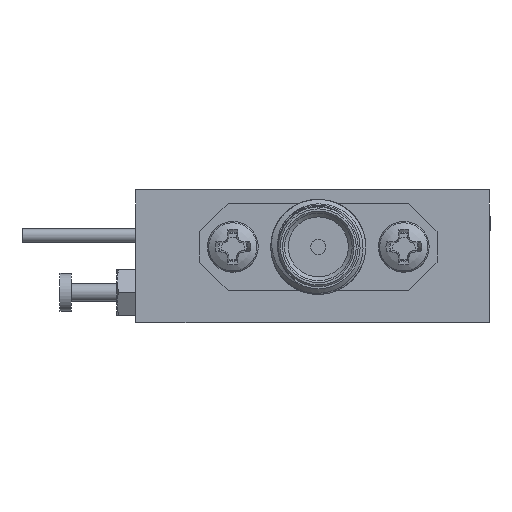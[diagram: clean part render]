
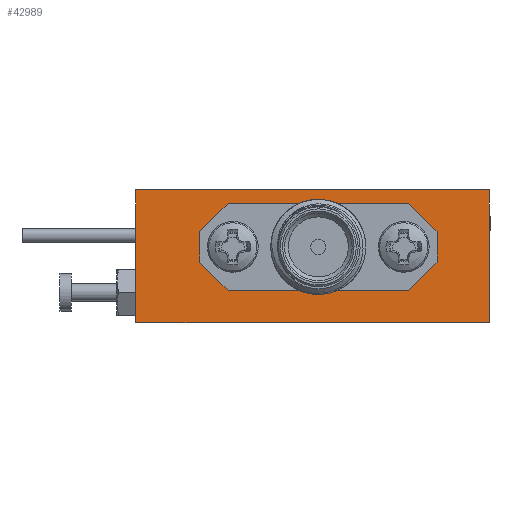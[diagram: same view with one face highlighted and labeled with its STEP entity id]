
A CAD part, left-side view. The second image highlights one B-rep face of the part: STEP entity #42989.
In plain terms, the highlighted planar face has unit normal (-1, 0, 0).
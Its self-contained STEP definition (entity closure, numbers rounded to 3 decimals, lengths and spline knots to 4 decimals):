
#646 = DIRECTION ( 'NONE',  ( 0., 1., 0. ) ) ;
#666 = VECTOR ( 'NONE', #57328, 39.3701 ) ;
#850 = CARTESIAN_POINT ( 'NONE',  ( -0.765, -0.465, 0.175 ) ) ;
#2280 = CARTESIAN_POINT ( 'NONE',  ( -0.765, 0.2975, 0.065 ) ) ;
#4125 = CARTESIAN_POINT ( 'NONE',  ( -0.765, -0.2525, -0.09 ) ) ;
#4638 = EDGE_CURVE ( 'NONE', #25178, #23082, #45919, .T. ) ;
#5010 = CARTESIAN_POINT ( 'NONE',  ( -0.765, -0.3275, 0.065 ) ) ;
#5459 = VECTOR ( 'NONE', #21827, 39.3701 ) ;
#5526 = EDGE_CURVE ( 'NONE', #24896, #33029, #55761, .T. ) ;
#5766 = PLANE ( 'NONE',  #21900 ) ;
#5959 = LINE ( 'NONE', #850, #55659 ) ;
#6054 = CARTESIAN_POINT ( 'NONE',  ( -0.765, 0.465, 0.175 ) ) ;
#7283 = CARTESIAN_POINT ( 'NONE',  ( -0.765, -0.2525, 0.14 ) ) ;
#7388 = DIRECTION ( 'NONE',  ( 0., 0., -1. ) ) ;
#11158 = LINE ( 'NONE', #6054, #24872 ) ;
#11198 = CARTESIAN_POINT ( 'NONE',  ( -0.765, 0.1613, -0.1512 ) ) ;
#12366 = CARTESIAN_POINT ( 'NONE',  ( -0.765, -0.465, -0.175 ) ) ;
#14153 = DIRECTION ( 'NONE',  ( 0., -1., 0. ) ) ;
#16948 = VECTOR ( 'NONE', #53372, 39.3701 ) ;
#17970 = VECTOR ( 'NONE', #7388, 39.3701 ) ;
#18323 = LINE ( 'NONE', #43567, #21057 ) ;
#18392 = EDGE_LOOP ( 'NONE', ( #63190, #44297, #21710, #40916 ) ) ;
#18482 = LINE ( 'NONE', #52867, #666 ) ;
#19391 = EDGE_CURVE ( 'NONE', #55619, #45953, #11158, .T. ) ;
#21057 = VECTOR ( 'NONE', #27549, 39.3701 ) ;
#21423 = LINE ( 'NONE', #11198, #40469 ) ;
#21710 = ORIENTED_EDGE ( 'NONE', *, *, #42896, .F. ) ;
#21772 = EDGE_LOOP ( 'NONE', ( #34160, #33757, #23664, #56179, #26617, #51845, #35518, #61903 ) ) ;
#21784 = CARTESIAN_POINT ( 'NONE',  ( -0.765, -0.465, 0.175 ) ) ;
#21827 = DIRECTION ( 'NONE',  ( 0., 0.707, -0.707 ) ) ;
#21900 = AXIS2_PLACEMENT_3D ( 'NONE', #33006, #26542, #646 ) ;
#22668 = EDGE_CURVE ( 'NONE', #30279, #33029, #63130, .T. ) ;
#23082 = VERTEX_POINT ( 'NONE', #54465 ) ;
#23664 = ORIENTED_EDGE ( 'NONE', *, *, #38701, .F. ) ;
#24406 = CARTESIAN_POINT ( 'NONE',  ( -0.765, -0.465, -0.175 ) ) ;
#24706 = CARTESIAN_POINT ( 'NONE',  ( -0.765, 0.465, -0.175 ) ) ;
#24872 = VECTOR ( 'NONE', #43188, 39.3701 ) ;
#24896 = VERTEX_POINT ( 'NONE', #39063 ) ;
#25178 = VERTEX_POINT ( 'NONE', #7283 ) ;
#25790 = DIRECTION ( 'NONE',  ( 0., 1., 0. ) ) ;
#26542 = DIRECTION ( 'NONE',  ( 1., 0., 0. ) ) ;
#26617 = ORIENTED_EDGE ( 'NONE', *, *, #5526, .F. ) ;
#27217 = DIRECTION ( 'NONE',  ( 0., 0.707, 0.707 ) ) ;
#27549 = DIRECTION ( 'NONE',  ( 0., -0.707, 0.707 ) ) ;
#28664 = VERTEX_POINT ( 'NONE', #2280 ) ;
#30279 = VERTEX_POINT ( 'NONE', #58075 ) ;
#31674 = FACE_OUTER_BOUND ( 'NONE', #18392, .T. ) ;
#32662 = CARTESIAN_POINT ( 'NONE',  ( -0.765, 0.465, 0.175 ) ) ;
#33006 = CARTESIAN_POINT ( 'NONE',  ( -0.765, -0.465, 0.175 ) ) ;
#33029 = VERTEX_POINT ( 'NONE', #4125 ) ;
#33757 = ORIENTED_EDGE ( 'NONE', *, *, #50375, .T. ) ;
#34105 = VECTOR ( 'NONE', #14153, 39.3701 ) ;
#34160 = ORIENTED_EDGE ( 'NONE', *, *, #4638, .F. ) ;
#34336 = VERTEX_POINT ( 'NONE', #24406 ) ;
#35518 = ORIENTED_EDGE ( 'NONE', *, *, #48388, .F. ) ;
#35689 = CARTESIAN_POINT ( 'NONE',  ( -0.765, -0.3275, 0.14 ) ) ;
#38701 = EDGE_CURVE ( 'NONE', #30279, #55982, #65587, .T. ) ;
#38974 = LINE ( 'NONE', #12366, #57512 ) ;
#39063 = CARTESIAN_POINT ( 'NONE',  ( -0.765, 0.2225, -0.09 ) ) ;
#39505 = EDGE_CURVE ( 'NONE', #28664, #23082, #18323, .T. ) ;
#40413 = CARTESIAN_POINT ( 'NONE',  ( -0.765, -0.3275, -0.09 ) ) ;
#40469 = VECTOR ( 'NONE', #27217, 39.3701 ) ;
#40637 = CARTESIAN_POINT ( 'NONE',  ( -0.765, -0.1913, 0.2013 ) ) ;
#40916 = ORIENTED_EDGE ( 'NONE', *, *, #19391, .T. ) ;
#42896 = EDGE_CURVE ( 'NONE', #55619, #52478, #5959, .T. ) ;
#42989 = ADVANCED_FACE ( 'NONE', ( #31674, #52480 ), #5766, .F. ) ;
#42993 = EDGE_CURVE ( 'NONE', #24896, #57313, #21423, .T. ) ;
#43188 = DIRECTION ( 'NONE',  ( 0., 0., -1. ) ) ;
#43567 = CARTESIAN_POINT ( 'NONE',  ( -0.765, 0.1613, 0.2013 ) ) ;
#44199 = CARTESIAN_POINT ( 'NONE',  ( -0.765, 0.2975, 0.14 ) ) ;
#44297 = ORIENTED_EDGE ( 'NONE', *, *, #50470, .F. ) ;
#45919 = LINE ( 'NONE', #35689, #63658 ) ;
#45953 = VERTEX_POINT ( 'NONE', #24706 ) ;
#48388 = EDGE_CURVE ( 'NONE', #28664, #57313, #64016, .T. ) ;
#49858 = LINE ( 'NONE', #40637, #56192 ) ;
#49884 = DIRECTION ( 'NONE',  ( 0., -1., 0. ) ) ;
#50375 = EDGE_CURVE ( 'NONE', #25178, #55982, #49858, .T. ) ;
#50470 = EDGE_CURVE ( 'NONE', #52478, #34336, #18482, .T. ) ;
#51845 = ORIENTED_EDGE ( 'NONE', *, *, #42993, .T. ) ;
#52478 = VERTEX_POINT ( 'NONE', #21784 ) ;
#52480 = FACE_BOUND ( 'NONE', #21772, .T. ) ;
#52867 = CARTESIAN_POINT ( 'NONE',  ( -0.765, -0.465, 0.175 ) ) ;
#53372 = DIRECTION ( 'NONE',  ( 0., 0., 1. ) ) ;
#54464 = CARTESIAN_POINT ( 'NONE',  ( -0.765, 0.2975, -0.015 ) ) ;
#54465 = CARTESIAN_POINT ( 'NONE',  ( -0.765, 0.2225, 0.14 ) ) ;
#55619 = VERTEX_POINT ( 'NONE', #32662 ) ;
#55646 = DIRECTION ( 'NONE',  ( 0., -0.707, -0.707 ) ) ;
#55659 = VECTOR ( 'NONE', #63920, 39.3701 ) ;
#55761 = LINE ( 'NONE', #40413, #34105 ) ;
#55982 = VERTEX_POINT ( 'NONE', #5010 ) ;
#56179 = ORIENTED_EDGE ( 'NONE', *, *, #22668, .T. ) ;
#56192 = VECTOR ( 'NONE', #55646, 39.3701 ) ;
#57313 = VERTEX_POINT ( 'NONE', #54464 ) ;
#57328 = DIRECTION ( 'NONE',  ( 0., 0., -1. ) ) ;
#57512 = VECTOR ( 'NONE', #49884, 39.3701 ) ;
#58075 = CARTESIAN_POINT ( 'NONE',  ( -0.765, -0.3275, -0.015 ) ) ;
#58726 = EDGE_CURVE ( 'NONE', #45953, #34336, #38974, .T. ) ;
#61903 = ORIENTED_EDGE ( 'NONE', *, *, #39505, .T. ) ;
#63130 = LINE ( 'NONE', #63461, #5459 ) ;
#63190 = ORIENTED_EDGE ( 'NONE', *, *, #58726, .T. ) ;
#63302 = CARTESIAN_POINT ( 'NONE',  ( -0.765, -0.3275, 0.14 ) ) ;
#63461 = CARTESIAN_POINT ( 'NONE',  ( -0.765, -0.1913, -0.1512 ) ) ;
#63658 = VECTOR ( 'NONE', #25790, 39.3701 ) ;
#63920 = DIRECTION ( 'NONE',  ( 0., -1., 0. ) ) ;
#64016 = LINE ( 'NONE', #44199, #17970 ) ;
#65587 = LINE ( 'NONE', #63302, #16948 ) ;
